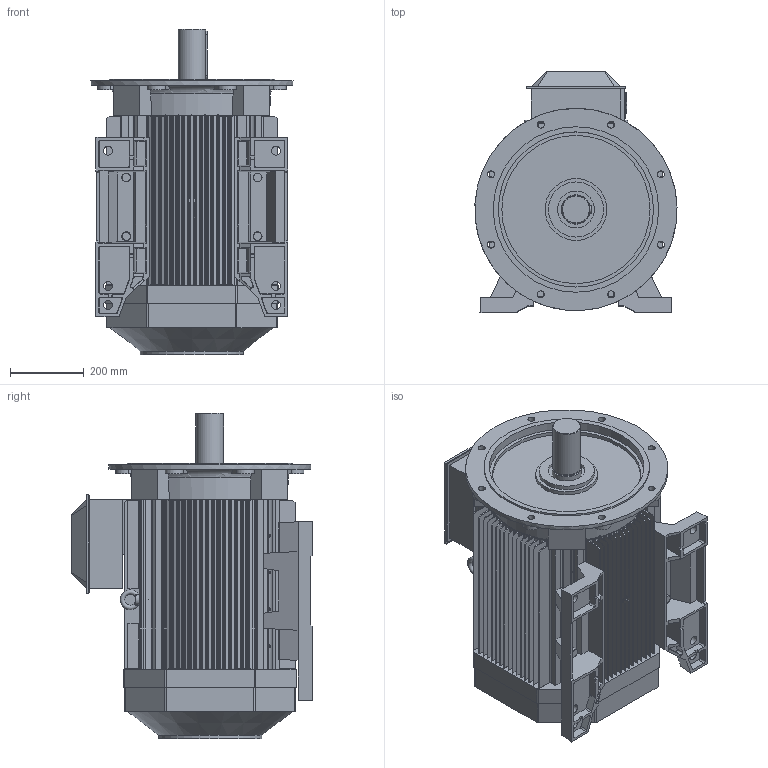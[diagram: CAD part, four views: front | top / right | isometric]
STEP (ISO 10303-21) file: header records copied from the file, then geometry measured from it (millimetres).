
FILE_DESCRIPTION((''),'2;1');
FILE_NAME('M3AA IE2 280 4-8P B35.stp','2015-07-02T13:30:44',('sejotaa1'),(''),'Autodesk Inventor 2011','Autodesk Inventor 2011','');
FILE_SCHEMA(('AUTOMOTIVE_DESIGN { 1 0 10303 214 1 1 1 1 }'));
Length unit declared in the file: millimetre
Products named in the file (1): M3AA IE2 280 4-8P B35
Bounding box: 549.48 x 656.6 x 884 mm (x, y, z)
Volume: 133764106 mm3; surface area: 11276115.6 mm2
Topology: 24 solids, 80 shells, 2644 faces, 7150 edges, 4738 vertices
Faces by surface type: plane 1428, cylinder 960, cone 130, bspline 78, torus 48
Full cylindrical faces by diameter (mm): 3.3 x8, 5.5 x8, 11 x2, 12 x4, 16 x4, 19 x16, 20 x2, 24 x12, 57 x2, 59 x2, 61.376 x2, 62 x2, 63 x6, 64.4 x2, 65 x4, 70 x2, 71 x2, 74.4 x2, 75 x2, 76 x2, 79.4 x2, 80 x2, 89 x2, 90 x2, 90.1 x2, 100 x2, 150 x2, 168 x2, 280.294 x2, 403 x2
Entity records: 93266 total; most frequent: CARTESIAN_POINT 23187, DIRECTION 14096, ORIENTED_EDGE 13696, EDGE_CURVE 6916, AXIS2_PLACEMENT_3D 4999, VERTEX_POINT 4710, VECTOR 4098, LINE 4098
